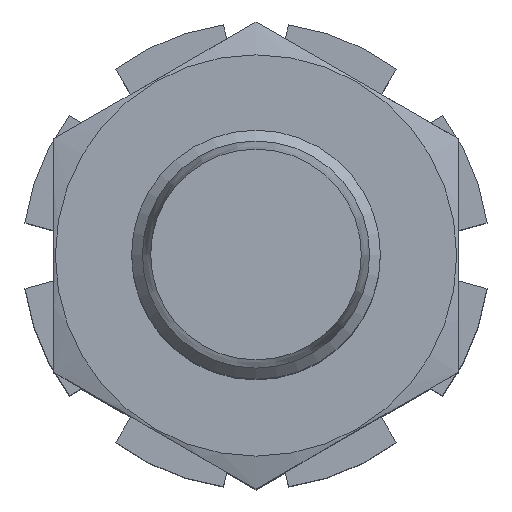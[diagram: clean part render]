
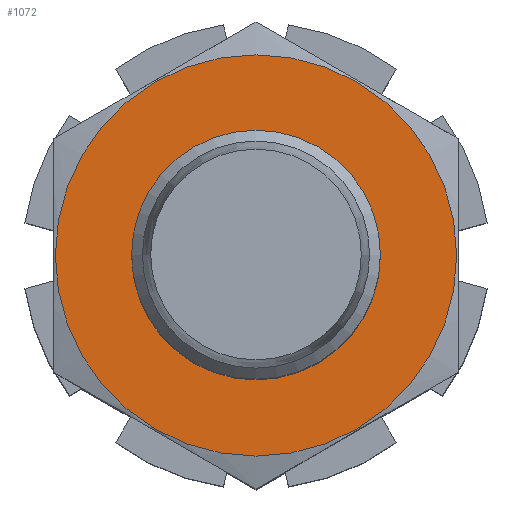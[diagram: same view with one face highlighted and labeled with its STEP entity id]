
A CAD part, top view. The second image highlights one B-rep face of the part: STEP entity #1072.
In plain terms, the highlighted face is planar.
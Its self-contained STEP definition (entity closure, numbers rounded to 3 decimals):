
#200=PLANE('',#1196);
#282=ORIENTED_EDGE('',*,*,#546,.F.);
#283=ORIENTED_EDGE('',*,*,#547,.T.);
#546=EDGE_CURVE('',#688,#688,#788,.T.);
#547=EDGE_CURVE('',#689,#689,#789,.T.);
#688=VERTEX_POINT('',#1725);
#689=VERTEX_POINT('',#1727);
#788=CIRCLE('',#1197,6.45);
#789=CIRCLE('',#1198,4.);
#868=EDGE_LOOP('',(#282));
#869=EDGE_LOOP('',(#283));
#966=FACE_BOUND('',#868,.T.);
#967=FACE_BOUND('',#869,.T.);
#1072=ADVANCED_FACE('',(#966,#967),#200,.F.);
#1196=AXIS2_PLACEMENT_3D('',#1723,#1366,#1367);
#1197=AXIS2_PLACEMENT_3D('',#1724,#1368,#1369);
#1198=AXIS2_PLACEMENT_3D('',#1726,#1370,#1371);
#1366=DIRECTION('',(0.,-1.,0.));
#1367=DIRECTION('',(0.,0.,-1.));
#1368=DIRECTION('',(0.,-1.,0.));
#1369=DIRECTION('',(0.,0.,-1.));
#1370=DIRECTION('',(0.,-1.,0.));
#1371=DIRECTION('',(0.,0.,-1.));
#1723=CARTESIAN_POINT('',(0.,0.,0.));
#1724=CARTESIAN_POINT('',(0.,0.,0.));
#1725=CARTESIAN_POINT('',(0.,0.,-6.45));
#1726=CARTESIAN_POINT('',(0.,0.,0.));
#1727=CARTESIAN_POINT('',(0.,0.,-4.));
